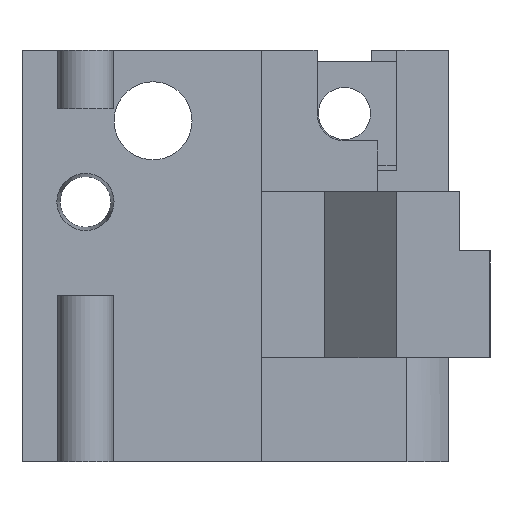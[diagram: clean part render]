
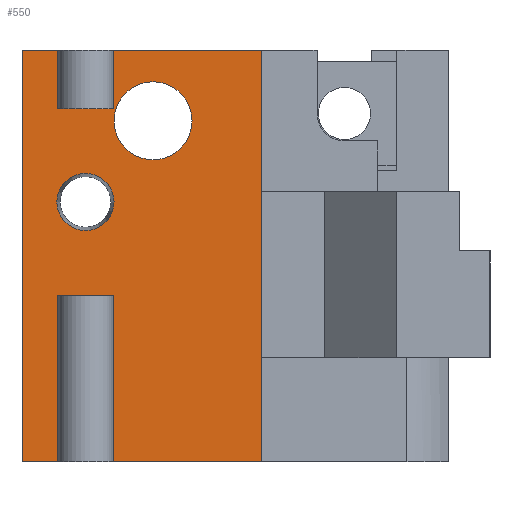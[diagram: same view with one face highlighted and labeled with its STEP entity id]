
A CAD part, front view. The second image highlights one B-rep face of the part: STEP entity #550.
In plain terms, the highlighted planar face has unit normal (0, -1, 0).
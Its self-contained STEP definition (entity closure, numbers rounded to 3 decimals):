
#162=PLANE('',#1422);
#235=LINE('',#1895,#399);
#240=LINE('',#1906,#404);
#242=LINE('',#1914,#406);
#244=LINE('',#1918,#408);
#249=LINE('',#1929,#413);
#251=LINE('',#1934,#415);
#254=LINE('',#1943,#418);
#255=LINE('',#1945,#419);
#256=LINE('',#1947,#420);
#257=LINE('',#1949,#421);
#258=LINE('',#1950,#422);
#259=LINE('',#1951,#423);
#399=VECTOR('',#1550,1.);
#404=VECTOR('',#1557,1.);
#406=VECTOR('',#1567,1.);
#408=VECTOR('',#1571,1.);
#413=VECTOR('',#1578,1.);
#415=VECTOR('',#1582,1.);
#418=VECTOR('',#1593,1.);
#419=VECTOR('',#1596,1.);
#420=VECTOR('',#1597,1.);
#421=VECTOR('',#1598,1.);
#422=VECTOR('',#1599,1.);
#423=VECTOR('',#1600,1.);
#550=ADVANCED_FACE('',(#612,#613,#614),#162,.T.);
#612=FACE_BOUND('',#650,.T.);
#613=FACE_BOUND('',#651,.T.);
#614=FACE_BOUND('',#652,.T.);
#650=EDGE_LOOP('',(#784));
#651=EDGE_LOOP('',(#785));
#652=EDGE_LOOP('',(#786,#787,#788,#789,#790,#791,#792,#793,#794,#795,#796,
#797));
#784=ORIENTED_EDGE('',*,*,#1201,.T.);
#785=ORIENTED_EDGE('',*,*,#1203,.T.);
#786=ORIENTED_EDGE('',*,*,#1251,.T.);
#787=ORIENTED_EDGE('',*,*,#1244,.F.);
#788=ORIENTED_EDGE('',*,*,#1252,.T.);
#789=ORIENTED_EDGE('',*,*,#1253,.T.);
#790=ORIENTED_EDGE('',*,*,#1254,.T.);
#791=ORIENTED_EDGE('',*,*,#1239,.F.);
#792=ORIENTED_EDGE('',*,*,#1237,.T.);
#793=ORIENTED_EDGE('',*,*,#1233,.T.);
#794=ORIENTED_EDGE('',*,*,#1255,.T.);
#795=ORIENTED_EDGE('',*,*,#1228,.T.);
#796=ORIENTED_EDGE('',*,*,#1256,.T.);
#797=ORIENTED_EDGE('',*,*,#1246,.T.);
#1078=VERTEX_POINT('',#1839);
#1080=VERTEX_POINT('',#1844);
#1099=VERTEX_POINT('',#1894);
#1100=VERTEX_POINT('',#1896);
#1101=VERTEX_POINT('',#1900);
#1104=VERTEX_POINT('',#1905);
#1107=VERTEX_POINT('',#1915);
#1108=VERTEX_POINT('',#1919);
#1109=VERTEX_POINT('',#1923);
#1112=VERTEX_POINT('',#1928);
#1114=VERTEX_POINT('',#1933);
#1115=VERTEX_POINT('',#1935);
#1117=VERTEX_POINT('',#1946);
#1118=VERTEX_POINT('',#1948);
#1201=EDGE_CURVE('',#1078,#1078,#1373,.T.);
#1203=EDGE_CURVE('',#1080,#1080,#1375,.T.);
#1228=EDGE_CURVE('',#1100,#1099,#235,.T.);
#1233=EDGE_CURVE('',#1101,#1104,#240,.T.);
#1237=EDGE_CURVE('',#1107,#1101,#242,.T.);
#1239=EDGE_CURVE('',#1107,#1108,#244,.T.);
#1244=EDGE_CURVE('',#1112,#1109,#249,.T.);
#1246=EDGE_CURVE('',#1115,#1114,#251,.T.);
#1251=EDGE_CURVE('',#1114,#1109,#254,.T.);
#1252=EDGE_CURVE('',#1112,#1117,#255,.T.);
#1253=EDGE_CURVE('',#1117,#1118,#256,.T.);
#1254=EDGE_CURVE('',#1118,#1108,#257,.T.);
#1255=EDGE_CURVE('',#1104,#1100,#258,.T.);
#1256=EDGE_CURVE('',#1099,#1115,#259,.T.);
#1373=CIRCLE('',#1398,1.375);
#1375=CIRCLE('',#1401,1.875);
#1398=AXIS2_PLACEMENT_3D('',#1838,#1504,#1505);
#1401=AXIS2_PLACEMENT_3D('',#1843,#1510,#1511);
#1422=AXIS2_PLACEMENT_3D('',#1952,#1601,#1602);
#1504=DIRECTION('',(0.,1.,0.));
#1505=DIRECTION('',(1.,0.,0.));
#1510=DIRECTION('',(0.,1.,0.));
#1511=DIRECTION('',(1.,0.,0.));
#1550=DIRECTION('',(0.,0.,-1.));
#1557=DIRECTION('',(0.,0.,1.));
#1567=DIRECTION('',(-1.,0.,0.));
#1571=DIRECTION('',(0.,0.,1.));
#1578=DIRECTION('',(0.,0.,1.));
#1582=DIRECTION('',(0.,0.,1.));
#1593=DIRECTION('',(1.,0.,0.));
#1596=DIRECTION('',(1.,0.,0.));
#1597=DIRECTION('',(0.,0.,1.));
#1598=DIRECTION('',(-1.,0.,0.));
#1599=DIRECTION('',(-1.,0.,0.));
#1600=DIRECTION('',(1.,0.,0.));
#1601=DIRECTION('',(0.,-1.,0.));
#1602=DIRECTION('',(1.,0.,0.));
#1838=CARTESIAN_POINT('',(-16.8,4.95,12.5));
#1839=CARTESIAN_POINT('',(-15.425,4.95,12.5));
#1843=CARTESIAN_POINT('',(-13.55,4.95,16.4));
#1844=CARTESIAN_POINT('',(-11.675,4.95,16.4));
#1894=CARTESIAN_POINT('',(-19.85,4.95,0.));
#1895=CARTESIAN_POINT('',(-19.85,4.95,19.8));
#1896=CARTESIAN_POINT('',(-19.85,4.95,19.8));
#1900=CARTESIAN_POINT('',(-18.125,4.95,16.99));
#1905=CARTESIAN_POINT('',(-18.125,4.95,19.8));
#1906=CARTESIAN_POINT('',(-18.125,4.95,16.99));
#1914=CARTESIAN_POINT('',(-15.475,4.95,16.99));
#1915=CARTESIAN_POINT('',(-15.475,4.95,16.99));
#1918=CARTESIAN_POINT('',(-15.475,4.95,16.99));
#1919=CARTESIAN_POINT('',(-15.475,4.95,19.8));
#1923=CARTESIAN_POINT('',(-15.475,4.95,7.99));
#1928=CARTESIAN_POINT('',(-15.475,4.95,0.));
#1929=CARTESIAN_POINT('',(-15.475,4.95,0.));
#1933=CARTESIAN_POINT('',(-18.125,4.95,7.99));
#1934=CARTESIAN_POINT('',(-18.125,4.95,0.));
#1935=CARTESIAN_POINT('',(-18.125,4.95,0.));
#1943=CARTESIAN_POINT('',(-18.125,4.95,7.99));
#1945=CARTESIAN_POINT('',(-15.475,4.95,0.));
#1946=CARTESIAN_POINT('',(-8.35,4.95,0.));
#1947=CARTESIAN_POINT('',(-8.35,4.95,0.));
#1948=CARTESIAN_POINT('',(-8.35,4.95,19.8));
#1949=CARTESIAN_POINT('',(-8.35,4.95,19.8));
#1950=CARTESIAN_POINT('',(-18.125,4.95,19.8));
#1951=CARTESIAN_POINT('',(-19.85,4.95,0.));
#1952=CARTESIAN_POINT('',(-19.95,4.95,-0.1));
